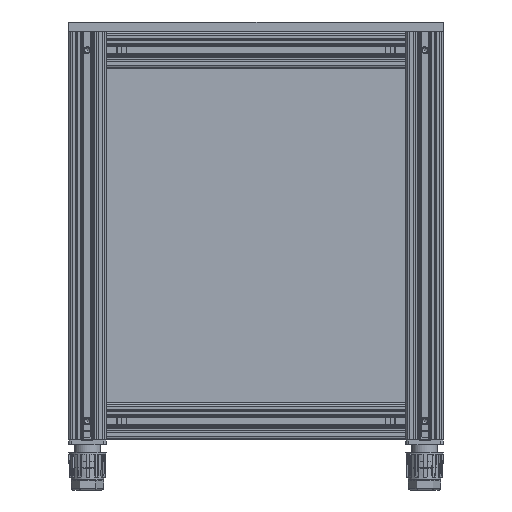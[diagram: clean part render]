
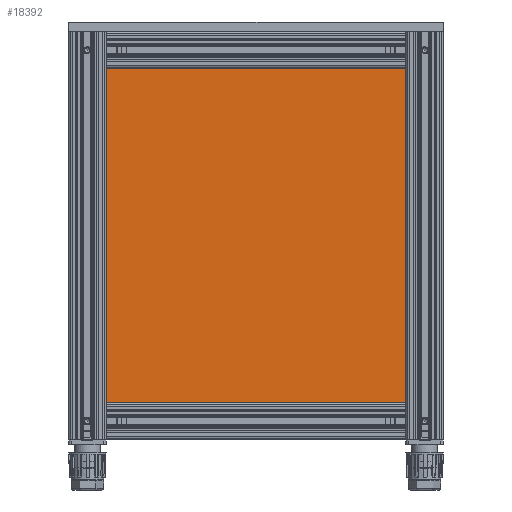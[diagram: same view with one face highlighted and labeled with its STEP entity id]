
A CAD part, left-side view. The second image highlights one B-rep face of the part: STEP entity #18392.
In plain terms, the highlighted planar face has unit normal (-1, 0, 0).
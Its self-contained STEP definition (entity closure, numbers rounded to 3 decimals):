
#18392=ADVANCED_FACE('',(#26893),#26894,.T.);
#26893=FACE_OUTER_BOUND('',#37867,.T.);
#26894=PLANE('',#37868);
#37867=EDGE_LOOP('',(#54170,#54171,#54172,#54173));
#37868=AXIS2_PLACEMENT_3D('',#54174,#54175,#54176);
#54170=ORIENTED_EDGE('',*,*,#81445,.F.);
#54171=ORIENTED_EDGE('',*,*,#81441,.F.);
#54172=ORIENTED_EDGE('',*,*,#81433,.F.);
#54173=ORIENTED_EDGE('',*,*,#81437,.F.);
#54174=CARTESIAN_POINT('',(-782.,0.,218.));
#54175=DIRECTION('',(-1.0,0.,0.));
#54176=DIRECTION('',(0.,-1.0,0.));
#81433=EDGE_CURVE('',#95520,#95515,#95522,.T.);
#81437=EDGE_CURVE('',#95526,#95520,#95528,.T.);
#81441=EDGE_CURVE('',#95515,#95530,#95534,.T.);
#81445=EDGE_CURVE('',#95530,#95526,#95538,.T.);
#95515=VERTEX_POINT('',#118872);
#95520=VERTEX_POINT('',#118879);
#95522=LINE('',#118882,#118883);
#95526=VERTEX_POINT('',#118888);
#95528=LINE('',#118891,#118892);
#95530=VERTEX_POINT('',#118894);
#95534=LINE('',#118900,#118901);
#95538=LINE('',#118906,#118907);
#118872=CARTESIAN_POINT('',(-782.,-170.,30.));
#118879=CARTESIAN_POINT('',(-782.,-170.,406.));
#118882=CARTESIAN_POINT('',(-782.,-170.,218.));
#118883=VECTOR('',#142615,1.0);
#118888=CARTESIAN_POINT('',(-782.,170.,406.));
#118891=CARTESIAN_POINT('',(-782.,0.,406.));
#118892=VECTOR('',#142618,1.0);
#118894=CARTESIAN_POINT('',(-782.,170.,30.));
#118900=CARTESIAN_POINT('',(-782.,0.,30.));
#118901=VECTOR('',#142621,1.0);
#118906=CARTESIAN_POINT('',(-782.,170.,218.));
#118907=VECTOR('',#142623,1.0);
#142615=DIRECTION('',(0.0,0.,-1.0));
#142618=DIRECTION('',(0.,-1.0,0.));
#142621=DIRECTION('',(0.,1.0,0.));
#142623=DIRECTION('',(0.0,0.,1.0));
